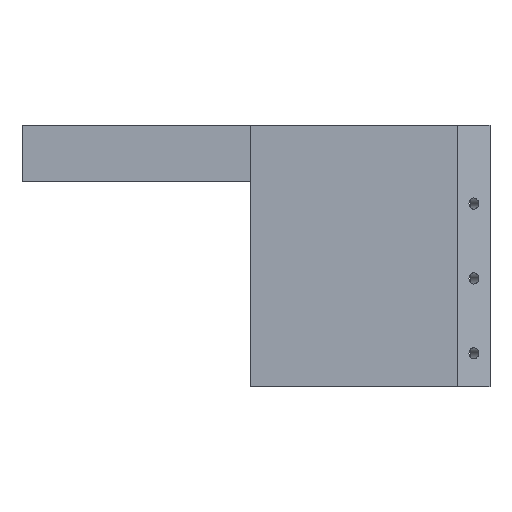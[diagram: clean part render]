
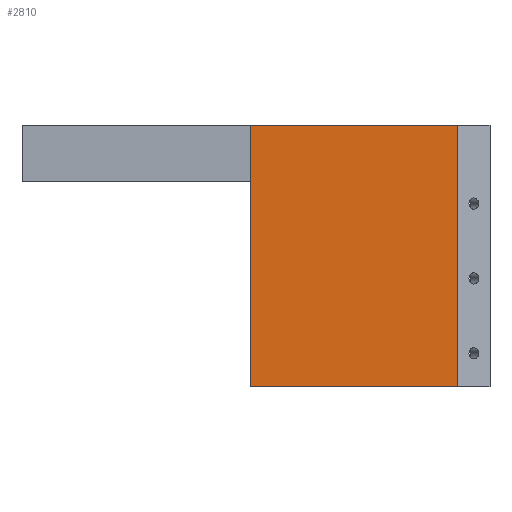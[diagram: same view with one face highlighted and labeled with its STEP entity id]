
A CAD part, left-side view. The second image highlights one B-rep face of the part: STEP entity #2810.
In plain terms, the highlighted planar face has unit normal (-1, 0, 0).
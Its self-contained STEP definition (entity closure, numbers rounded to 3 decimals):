
#163 = PLANE('',#164);
#164 = AXIS2_PLACEMENT_3D('',#165,#166,#167);
#165 = CARTESIAN_POINT('',(-45.,64.062,0.));
#166 = DIRECTION('',(-0.,-1.,-0.));
#167 = DIRECTION('',(-1.,0.,0.));
#520 = PLANE('',#521);
#521 = AXIS2_PLACEMENT_3D('',#522,#523,#524);
#522 = CARTESIAN_POINT('',(-32.362,40.662,0.));
#523 = DIRECTION('',(0.,0.,1.));
#524 = DIRECTION('',(1.,0.,0.));
#735 = VERTEX_POINT('',#736);
#736 = CARTESIAN_POINT('',(-45.,64.062,0.));
#757 = EDGE_CURVE('',#735,#758,#760,.T.);
#758 = VERTEX_POINT('',#759);
#759 = CARTESIAN_POINT('',(-45.,64.062,55.));
#760 = SURFACE_CURVE('',#761,(#765,#772),.PCURVE_S1.);
#761 = LINE('',#762,#763);
#762 = CARTESIAN_POINT('',(-45.,64.062,0.));
#763 = VECTOR('',#764,1.);
#764 = DIRECTION('',(0.,0.,1.));
#765 = PCURVE('',#163,#766);
#766 = DEFINITIONAL_REPRESENTATION('',(#767),#771);
#767 = LINE('',#768,#769);
#768 = CARTESIAN_POINT('',(-0.,0.));
#769 = VECTOR('',#770,1.);
#770 = DIRECTION('',(-0.,-1.));
#771 = ( GEOMETRIC_REPRESENTATION_CONTEXT(2) 
PARAMETRIC_REPRESENTATION_CONTEXT() REPRESENTATION_CONTEXT('2D SPACE',''
  ) );
#772 = PCURVE('',#773,#778);
#773 = PLANE('',#774);
#774 = AXIS2_PLACEMENT_3D('',#775,#776,#777);
#775 = CARTESIAN_POINT('',(-45.,64.062,0.));
#776 = DIRECTION('',(-1.,-0.,-0.));
#777 = DIRECTION('',(0.,1.,0.));
#778 = DEFINITIONAL_REPRESENTATION('',(#779),#783);
#779 = LINE('',#780,#781);
#780 = CARTESIAN_POINT('',(-0.,-0.));
#781 = VECTOR('',#782,1.);
#782 = DIRECTION('',(-0.,-1.));
#783 = ( GEOMETRIC_REPRESENTATION_CONTEXT(2) 
PARAMETRIC_REPRESENTATION_CONTEXT() REPRESENTATION_CONTEXT('2D SPACE',''
  ) );
#911 = PLANE('',#912);
#912 = AXIS2_PLACEMENT_3D('',#913,#914,#915);
#913 = CARTESIAN_POINT('',(-45.,64.062,70.));
#914 = DIRECTION('',(-1.,0.,0.));
#915 = DIRECTION('',(0.,0.,-1.));
#1800 = VERTEX_POINT('',#1801);
#1801 = CARTESIAN_POINT('',(-45.,8.66,0.));
#1815 = PLANE('',#1816);
#1816 = AXIS2_PLACEMENT_3D('',#1817,#1818,#1819);
#1817 = CARTESIAN_POINT('',(-40.,0.,0.));
#1818 = DIRECTION('',(0.866,0.5,0.));
#1819 = DIRECTION('',(0.5,-0.866,0.));
#1827 = EDGE_CURVE('',#735,#1800,#1828,.T.);
#1828 = SURFACE_CURVE('',#1829,(#1833,#1840),.PCURVE_S1.);
#1829 = LINE('',#1830,#1831);
#1830 = CARTESIAN_POINT('',(-45.,64.062,0.));
#1831 = VECTOR('',#1832,1.);
#1832 = DIRECTION('',(-0.,-1.,-0.));
#1833 = PCURVE('',#520,#1834);
#1834 = DEFINITIONAL_REPRESENTATION('',(#1835),#1839);
#1835 = LINE('',#1836,#1837);
#1836 = CARTESIAN_POINT('',(-12.638,23.4));
#1837 = VECTOR('',#1838,1.);
#1838 = DIRECTION('',(-0.,-1.));
#1839 = ( GEOMETRIC_REPRESENTATION_CONTEXT(2) 
PARAMETRIC_REPRESENTATION_CONTEXT() REPRESENTATION_CONTEXT('2D SPACE',''
  ) );
#1840 = PCURVE('',#773,#1841);
#1841 = DEFINITIONAL_REPRESENTATION('',(#1842),#1846);
#1842 = LINE('',#1843,#1844);
#1843 = CARTESIAN_POINT('',(-0.,-0.));
#1844 = VECTOR('',#1845,1.);
#1845 = DIRECTION('',(-1.,0.));
#1846 = ( GEOMETRIC_REPRESENTATION_CONTEXT(2) 
PARAMETRIC_REPRESENTATION_CONTEXT() REPRESENTATION_CONTEXT('2D SPACE',''
  ) );
#2742 = PLANE('',#2743);
#2743 = AXIS2_PLACEMENT_3D('',#2744,#2745,#2746);
#2744 = CARTESIAN_POINT('',(-32.362,40.662,70.));
#2745 = DIRECTION('',(0.,0.,1.));
#2746 = DIRECTION('',(1.,0.,0.));
#2810 = ADVANCED_FACE('',(#2811),#773,.T.);
#2811 = FACE_BOUND('',#2812,.F.);
#2812 = EDGE_LOOP('',(#2813,#2814,#2837,#2860,#2881));
#2813 = ORIENTED_EDGE('',*,*,#757,.T.);
#2814 = ORIENTED_EDGE('',*,*,#2815,.T.);
#2815 = EDGE_CURVE('',#758,#2816,#2818,.T.);
#2816 = VERTEX_POINT('',#2817);
#2817 = CARTESIAN_POINT('',(-45.,64.062,70.));
#2818 = SURFACE_CURVE('',#2819,(#2823,#2830),.PCURVE_S1.);
#2819 = LINE('',#2820,#2821);
#2820 = CARTESIAN_POINT('',(-45.,64.062,0.));
#2821 = VECTOR('',#2822,1.);
#2822 = DIRECTION('',(0.,0.,1.));
#2823 = PCURVE('',#773,#2824);
#2824 = DEFINITIONAL_REPRESENTATION('',(#2825),#2829);
#2825 = LINE('',#2826,#2827);
#2826 = CARTESIAN_POINT('',(-0.,-0.));
#2827 = VECTOR('',#2828,1.);
#2828 = DIRECTION('',(-0.,-1.));
#2829 = ( GEOMETRIC_REPRESENTATION_CONTEXT(2) 
PARAMETRIC_REPRESENTATION_CONTEXT() REPRESENTATION_CONTEXT('2D SPACE',''
  ) );
#2830 = PCURVE('',#911,#2831);
#2831 = DEFINITIONAL_REPRESENTATION('',(#2832),#2836);
#2832 = LINE('',#2833,#2834);
#2833 = CARTESIAN_POINT('',(70.,0.));
#2834 = VECTOR('',#2835,1.);
#2835 = DIRECTION('',(-1.,0.));
#2836 = ( GEOMETRIC_REPRESENTATION_CONTEXT(2) 
PARAMETRIC_REPRESENTATION_CONTEXT() REPRESENTATION_CONTEXT('2D SPACE',''
  ) );
#2837 = ORIENTED_EDGE('',*,*,#2838,.T.);
#2838 = EDGE_CURVE('',#2816,#2839,#2841,.T.);
#2839 = VERTEX_POINT('',#2840);
#2840 = CARTESIAN_POINT('',(-45.,8.66,70.));
#2841 = SURFACE_CURVE('',#2842,(#2846,#2853),.PCURVE_S1.);
#2842 = LINE('',#2843,#2844);
#2843 = CARTESIAN_POINT('',(-45.,64.062,70.));
#2844 = VECTOR('',#2845,1.);
#2845 = DIRECTION('',(-0.,-1.,-0.));
#2846 = PCURVE('',#773,#2847);
#2847 = DEFINITIONAL_REPRESENTATION('',(#2848),#2852);
#2848 = LINE('',#2849,#2850);
#2849 = CARTESIAN_POINT('',(-0.,-70.));
#2850 = VECTOR('',#2851,1.);
#2851 = DIRECTION('',(-1.,0.));
#2852 = ( GEOMETRIC_REPRESENTATION_CONTEXT(2) 
PARAMETRIC_REPRESENTATION_CONTEXT() REPRESENTATION_CONTEXT('2D SPACE',''
  ) );
#2853 = PCURVE('',#2742,#2854);
#2854 = DEFINITIONAL_REPRESENTATION('',(#2855),#2859);
#2855 = LINE('',#2856,#2857);
#2856 = CARTESIAN_POINT('',(-12.638,23.4));
#2857 = VECTOR('',#2858,1.);
#2858 = DIRECTION('',(-0.,-1.));
#2859 = ( GEOMETRIC_REPRESENTATION_CONTEXT(2) 
PARAMETRIC_REPRESENTATION_CONTEXT() REPRESENTATION_CONTEXT('2D SPACE',''
  ) );
#2860 = ORIENTED_EDGE('',*,*,#2861,.F.);
#2861 = EDGE_CURVE('',#1800,#2839,#2862,.T.);
#2862 = SURFACE_CURVE('',#2863,(#2867,#2874),.PCURVE_S1.);
#2863 = LINE('',#2864,#2865);
#2864 = CARTESIAN_POINT('',(-45.,8.66,0.));
#2865 = VECTOR('',#2866,1.);
#2866 = DIRECTION('',(0.,0.,1.));
#2867 = PCURVE('',#773,#2868);
#2868 = DEFINITIONAL_REPRESENTATION('',(#2869),#2873);
#2869 = LINE('',#2870,#2871);
#2870 = CARTESIAN_POINT('',(-55.402,0.));
#2871 = VECTOR('',#2872,1.);
#2872 = DIRECTION('',(-0.,-1.));
#2873 = ( GEOMETRIC_REPRESENTATION_CONTEXT(2) 
PARAMETRIC_REPRESENTATION_CONTEXT() REPRESENTATION_CONTEXT('2D SPACE',''
  ) );
#2874 = PCURVE('',#1815,#2875);
#2875 = DEFINITIONAL_REPRESENTATION('',(#2876),#2880);
#2876 = LINE('',#2877,#2878);
#2877 = CARTESIAN_POINT('',(-10.,0.));
#2878 = VECTOR('',#2879,1.);
#2879 = DIRECTION('',(-0.,-1.));
#2880 = ( GEOMETRIC_REPRESENTATION_CONTEXT(2) 
PARAMETRIC_REPRESENTATION_CONTEXT() REPRESENTATION_CONTEXT('2D SPACE',''
  ) );
#2881 = ORIENTED_EDGE('',*,*,#1827,.F.);
